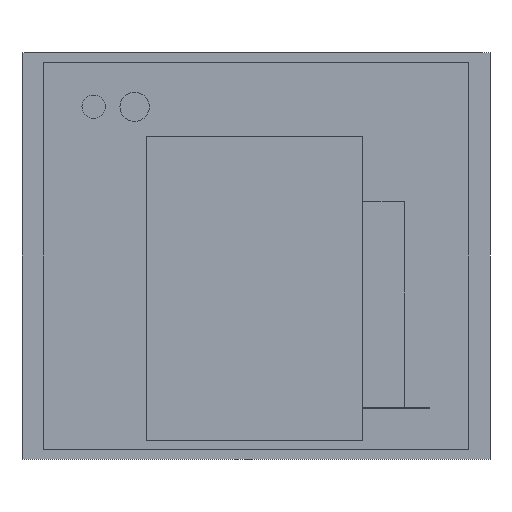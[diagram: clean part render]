
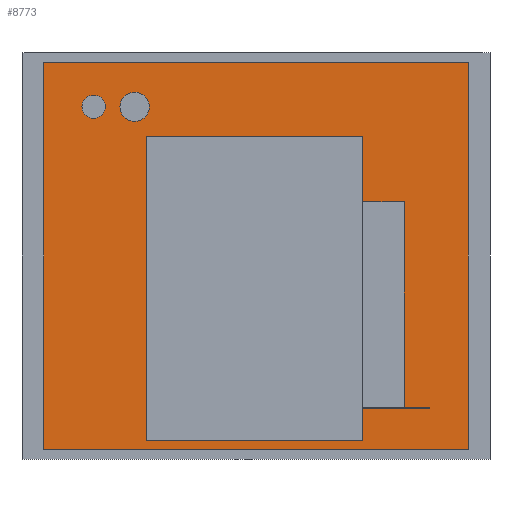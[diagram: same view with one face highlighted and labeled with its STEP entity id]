
A CAD part, front view. The second image highlights one B-rep face of the part: STEP entity #8773.
In plain terms, the highlighted planar face has unit normal (0, -1, 0).
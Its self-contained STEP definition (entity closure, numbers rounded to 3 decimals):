
#113=FACE_BOUND('',#843,.T.);
#114=FACE_BOUND('',#844,.T.);
#125=CIRCLE('',#9351,20.);
#127=CIRCLE('',#9355,25.);
#313=FACE_OUTER_BOUND('',#842,.T.);
#842=EDGE_LOOP('',(#5881,#5882,#5883,#5884));
#843=EDGE_LOOP('',(#5885));
#844=EDGE_LOOP('',(#5886));
#1406=LINE('',#12520,#2558);
#1408=LINE('',#12524,#2560);
#1410=LINE('',#12528,#2562);
#1412=LINE('',#12531,#2564);
#2558=VECTOR('',#10087,10.);
#2560=VECTOR('',#10091,10.);
#2562=VECTOR('',#10095,10.);
#2564=VECTOR('',#10099,10.);
#3672=VERTEX_POINT('',#12446);
#3674=VERTEX_POINT('',#12453);
#3695=VERTEX_POINT('',#12517);
#3696=VERTEX_POINT('',#12519);
#3697=VERTEX_POINT('',#12523);
#3698=VERTEX_POINT('',#12527);
#4521=EDGE_CURVE('',#3672,#3672,#125,.T.);
#4524=EDGE_CURVE('',#3674,#3674,#127,.T.);
#4554=EDGE_CURVE('',#3696,#3695,#1406,.T.);
#4556=EDGE_CURVE('',#3697,#3696,#1408,.T.);
#4558=EDGE_CURVE('',#3698,#3697,#1410,.T.);
#4560=EDGE_CURVE('',#3695,#3698,#1412,.T.);
#5881=ORIENTED_EDGE('',*,*,#4560,.T.);
#5882=ORIENTED_EDGE('',*,*,#4558,.T.);
#5883=ORIENTED_EDGE('',*,*,#4556,.T.);
#5884=ORIENTED_EDGE('',*,*,#4554,.T.);
#5885=ORIENTED_EDGE('',*,*,#4521,.T.);
#5886=ORIENTED_EDGE('',*,*,#4524,.T.);
#8300=PLANE('',#9372);
#8773=ADVANCED_FACE('',(#313,#113,#114),#8300,.T.);
#9351=AXIS2_PLACEMENT_3D('',#12448,#10021,#10022);
#9355=AXIS2_PLACEMENT_3D('',#12455,#10030,#10031);
#9372=AXIS2_PLACEMENT_3D('',#12532,#10100,#10101);
#10021=DIRECTION('center_axis',(0.,1.,0.));
#10022=DIRECTION('ref_axis',(1.,0.,0.));
#10030=DIRECTION('center_axis',(0.,1.,0.));
#10031=DIRECTION('ref_axis',(1.,0.,0.));
#10087=DIRECTION('',(1.,0.,0.));
#10091=DIRECTION('',(0.,0.,-1.));
#10095=DIRECTION('',(-1.,0.,0.));
#10099=DIRECTION('',(0.,0.,1.));
#10100=DIRECTION('center_axis',(0.,-1.,0.));
#10101=DIRECTION('ref_axis',(0.,0.,-1.));
#12446=CARTESIAN_POINT('',(-297.5,-370.,255.));
#12448=CARTESIAN_POINT('Origin',(-277.5,-370.,255.));
#12453=CARTESIAN_POINT('',(-232.5,-370.,255.));
#12455=CARTESIAN_POINT('Origin',(-207.5,-370.,255.));
#12517=CARTESIAN_POINT('',(362.5,-370.,-330.));
#12519=CARTESIAN_POINT('',(-362.5,-370.,-330.));
#12520=CARTESIAN_POINT('',(362.5,-370.,-330.));
#12523=CARTESIAN_POINT('',(-362.5,-370.,330.));
#12524=CARTESIAN_POINT('',(-362.5,-370.,-330.));
#12527=CARTESIAN_POINT('',(362.5,-370.,330.));
#12528=CARTESIAN_POINT('',(-362.5,-370.,330.));
#12531=CARTESIAN_POINT('',(362.5,-370.,330.));
#12532=CARTESIAN_POINT('Origin',(0.,-370.,0.));
